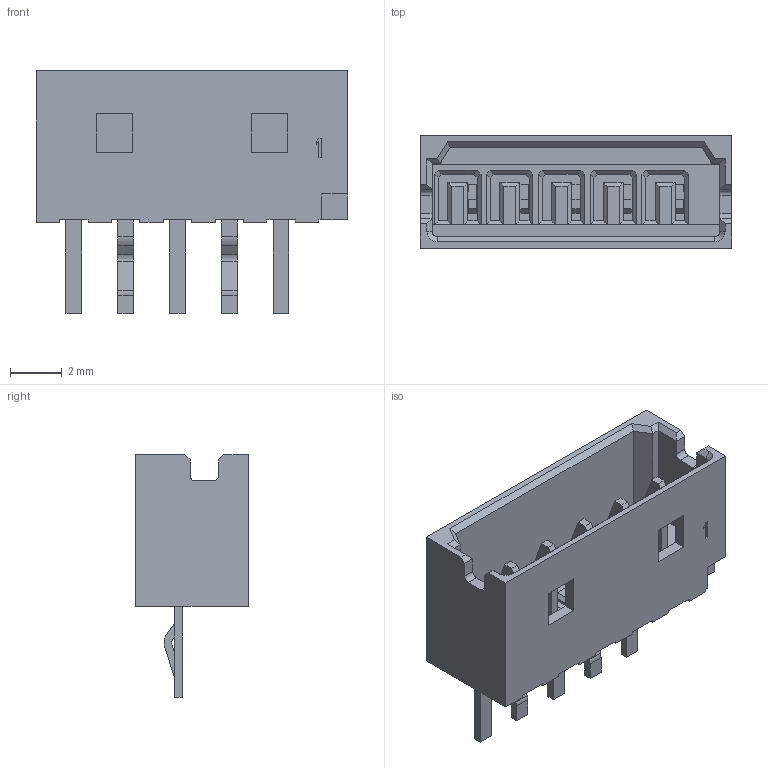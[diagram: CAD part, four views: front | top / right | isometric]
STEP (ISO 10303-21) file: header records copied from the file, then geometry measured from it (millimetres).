
FILE_DESCRIPTION((''),'2;1');
FILE_NAME('530140510','2014-02-27T',('me'),(''),'PRO/ENGINEER BY PARAMETRIC TECHNOLOGY CORPORATION, 2011490','PRO/ENGINEER BY PARAMETRIC TECHNOLOGY CORPORATION, 2011490','');
FILE_SCHEMA(('CONFIG_CONTROL_DESIGN'));
Length unit declared in the file: millimetre
Products named in the file (1): 530140510
Bounding box: 12 x 4.35 x 9.35 mm (x, y, z)
Volume: 143.4 mm3; surface area: 498.2 mm2
Topology: 1 solids, 1 shells, 299 faces, 784 edges, 498 vertices
Faces by surface type: plane 279, cylinder 18, cone 2
Entity records: 8984 total; most frequent: CARTESIAN_POINT 1572, ORIENTED_EDGE 1548, DIRECTION 1432, EDGE_CURVE 774, VECTOR 736, LINE 736, VERTEX_POINT 488, AXIS2_PLACEMENT_3D 348
